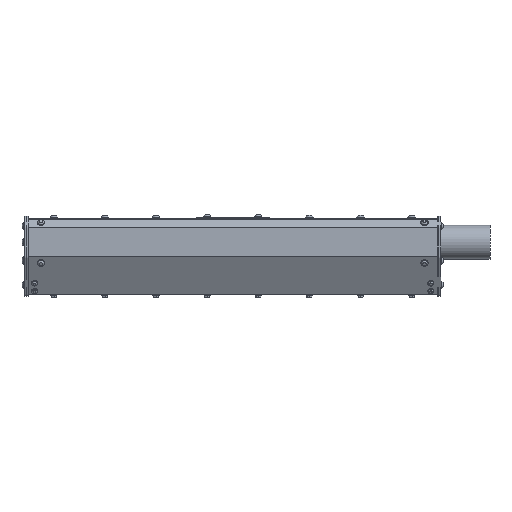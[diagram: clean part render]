
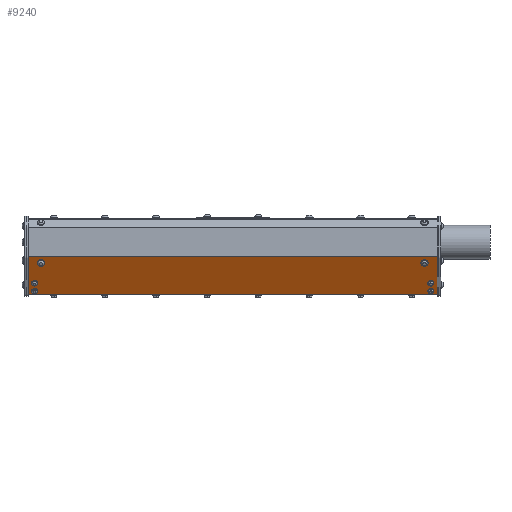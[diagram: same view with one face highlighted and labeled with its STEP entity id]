
A CAD part, front view. The second image highlights one B-rep face of the part: STEP entity #9240.
In plain terms, the highlighted planar face has unit normal (0, -0.866, -0.5).
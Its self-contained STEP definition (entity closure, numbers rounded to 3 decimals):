
#677=FACE_BOUND('',#3163,.T.);
#678=FACE_BOUND('',#3164,.T.);
#679=FACE_BOUND('',#3165,.T.);
#680=FACE_BOUND('',#3166,.T.);
#681=FACE_BOUND('',#3167,.T.);
#682=FACE_BOUND('',#3168,.T.);
#1473=LINE('',#33196,#1873);
#1531=LINE('',#33353,#1931);
#1562=LINE('',#33417,#1962);
#1563=LINE('',#33419,#1963);
#1873=VECTOR('',#12038,0.394);
#1931=VECTOR('',#12190,0.394);
#1962=VECTOR('',#12279,0.394);
#1963=VECTOR('',#12282,0.394);
#2372=FACE_OUTER_BOUND('',#3162,.T.);
#3162=EDGE_LOOP('',(#7382,#7383,#7384,#7385));
#3163=EDGE_LOOP('',(#7386));
#3164=EDGE_LOOP('',(#7387));
#3165=EDGE_LOOP('',(#7388));
#3166=EDGE_LOOP('',(#7389));
#3167=EDGE_LOOP('',(#7390));
#3168=EDGE_LOOP('',(#7391));
#3830=CIRCLE('',#10048,0.217);
#3835=CIRCLE('',#10058,0.217);
#3842=CIRCLE('',#10072,0.177);
#3847=CIRCLE('',#10082,0.177);
#3852=CIRCLE('',#10092,0.177);
#3875=CIRCLE('',#10132,0.177);
#4488=VERTEX_POINT('',#33000);
#4493=VERTEX_POINT('',#33015);
#4500=VERTEX_POINT('',#33036);
#4505=VERTEX_POINT('',#33051);
#4510=VERTEX_POINT('',#33066);
#4539=VERTEX_POINT('',#33141);
#4564=VERTEX_POINT('',#33193);
#4565=VERTEX_POINT('',#33195);
#4583=VERTEX_POINT('',#33280);
#4617=VERTEX_POINT('',#33351);
#5434=EDGE_CURVE('',#4488,#4488,#3830,.T.);
#5439=EDGE_CURVE('',#4493,#4493,#3835,.T.);
#5446=EDGE_CURVE('',#4500,#4500,#3842,.T.);
#5451=EDGE_CURVE('',#4505,#4505,#3847,.T.);
#5456=EDGE_CURVE('',#4510,#4510,#3852,.T.);
#5485=EDGE_CURVE('',#4539,#4539,#3875,.T.);
#5511=EDGE_CURVE('',#4565,#4564,#1473,.T.);
#5593=EDGE_CURVE('',#4617,#4583,#1531,.T.);
#5626=EDGE_CURVE('',#4564,#4583,#1562,.T.);
#5627=EDGE_CURVE('',#4565,#4617,#1563,.T.);
#7382=ORIENTED_EDGE('',*,*,#5511,.T.);
#7383=ORIENTED_EDGE('',*,*,#5626,.T.);
#7384=ORIENTED_EDGE('',*,*,#5593,.F.);
#7385=ORIENTED_EDGE('',*,*,#5627,.F.);
#7386=ORIENTED_EDGE('',*,*,#5434,.T.);
#7387=ORIENTED_EDGE('',*,*,#5439,.T.);
#7388=ORIENTED_EDGE('',*,*,#5446,.T.);
#7389=ORIENTED_EDGE('',*,*,#5451,.T.);
#7390=ORIENTED_EDGE('',*,*,#5456,.T.);
#7391=ORIENTED_EDGE('',*,*,#5485,.T.);
#8794=PLANE('',#10222);
#9240=ADVANCED_FACE('',(#2372,#677,#678,#679,#680,#681,#682),#8794,.T.);
#10048=AXIS2_PLACEMENT_3D('',#33001,#11822,#11823);
#10058=AXIS2_PLACEMENT_3D('',#33016,#11842,#11843);
#10072=AXIS2_PLACEMENT_3D('',#33037,#11870,#11871);
#10082=AXIS2_PLACEMENT_3D('',#33052,#11890,#11891);
#10092=AXIS2_PLACEMENT_3D('',#33067,#11910,#11911);
#10132=AXIS2_PLACEMENT_3D('',#33142,#11996,#11997);
#10222=AXIS2_PLACEMENT_3D('',#33418,#12280,#12281);
#11822=DIRECTION('center_axis',(0.,0.866,
0.5));
#11823=DIRECTION('ref_axis',(0.866,0.25,-0.433));
#11842=DIRECTION('center_axis',(0.,0.866,
0.5));
#11843=DIRECTION('ref_axis',(0.866,0.25,-0.433));
#11870=DIRECTION('center_axis',(0.,0.866,
0.5));
#11871=DIRECTION('ref_axis',(-1.,0.,0.));
#11890=DIRECTION('center_axis',(0.,0.866,
0.5));
#11891=DIRECTION('ref_axis',(-1.,0.,0.));
#11910=DIRECTION('center_axis',(0.,0.866,
0.5));
#11911=DIRECTION('ref_axis',(-1.,0.,0.));
#11996=DIRECTION('center_axis',(0.,0.866,
0.5));
#11997=DIRECTION('ref_axis',(-0.282,0.48,-0.831));
#12038=DIRECTION('',(0.,0.5,-0.866));
#12190=DIRECTION('',(0.,0.5,-0.866));
#12279=DIRECTION('',(1.,0.,0.));
#12280=DIRECTION('center_axis',(0.,-0.866,
-0.5));
#12281=DIRECTION('ref_axis',(0.,0.5,-0.866));
#12282=DIRECTION('',(1.,0.,0.));
#33000=CARTESIAN_POINT('',(-19.567,-15.249,-1.698));
#33001=CARTESIAN_POINT('Origin',(-19.754,-15.303,-1.605));
#33015=CARTESIAN_POINT('',(2.933,-15.249,-1.698));
#33016=CARTESIAN_POINT('Origin',(2.746,-15.303,-1.605));
#33036=CARTESIAN_POINT('',(-20.306,-14.35,-3.254));
#33037=CARTESIAN_POINT('Origin',(-20.129,-14.35,-3.254));
#33051=CARTESIAN_POINT('',(-20.306,-14.616,-2.794));
#33052=CARTESIAN_POINT('Origin',(-20.129,-14.616,-2.794));
#33066=CARTESIAN_POINT('',(2.944,-14.35,-3.254));
#33067=CARTESIAN_POINT('Origin',(3.121,-14.35,-3.254));
#33141=CARTESIAN_POINT('',(3.071,-14.531,-2.941));
#33142=CARTESIAN_POINT('Origin',(3.121,-14.616,-2.794));
#33193=CARTESIAN_POINT('',(-20.504,-14.222,-3.477));
#33195=CARTESIAN_POINT('',(-20.504,-15.519,-1.229));
#33196=CARTESIAN_POINT('',(-20.504,-15.519,-1.229));
#33280=CARTESIAN_POINT('',(3.496,-14.222,-3.477));
#33351=CARTESIAN_POINT('',(3.496,-15.519,-1.229));
#33353=CARTESIAN_POINT('',(3.496,-15.519,-1.229));
#33417=CARTESIAN_POINT('',(-20.504,-14.222,-3.477));
#33418=CARTESIAN_POINT('Origin',(-20.504,-15.519,-1.229));
#33419=CARTESIAN_POINT('',(-20.504,-15.519,-1.229));
